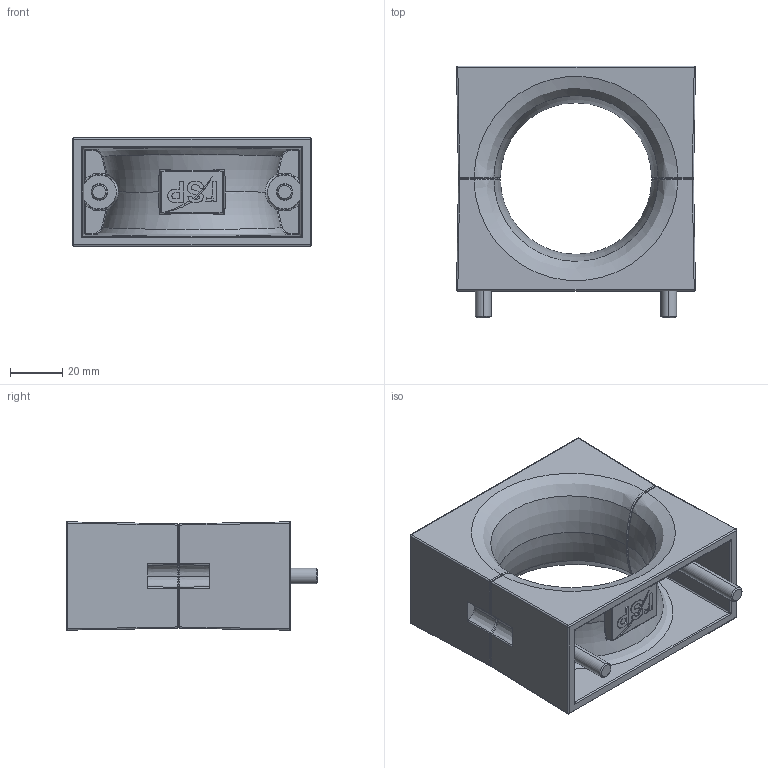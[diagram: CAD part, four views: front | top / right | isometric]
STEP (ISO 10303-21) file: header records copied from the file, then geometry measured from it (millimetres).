
FILE_DESCRIPTION (( 'STEP AP203' ), '1' );
FILE_NAME ('P8203.STEP', '2019-01-03T10:30:38', ( '' ), ( '' ), 'SwSTEP 2.0', 'SolidWorks 2017', '' );
FILE_SCHEMA (( 'CONFIG_CONTROL_DESIGN' ));
Length unit declared in the file: millimetre
Products named in the file (1): P8203
Bounding box: 91.48 x 96.3 x 41.48 mm (x, y, z)
Volume: 86091.4 mm3; surface area: 51787.1 mm2
Topology: 6 solids, 6 shells, 544 faces, 1318 edges, 752 vertices
Faces by surface type: bspline 156, plane 136, cylinder 120, torus 48, sphere 44, cone 40
Entity records: 23941 total; most frequent: CARTESIAN_POINT 12509, ORIENTED_EDGE 2524, DIRECTION 2136, EDGE_CURVE 1262, AXIS2_PLACEMENT_3D 839, VERTEX_POINT 752, EDGE_LOOP 578, ADVANCED_FACE 544
